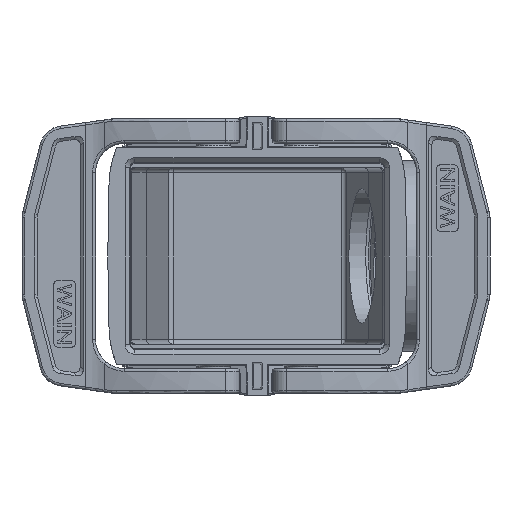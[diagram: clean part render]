
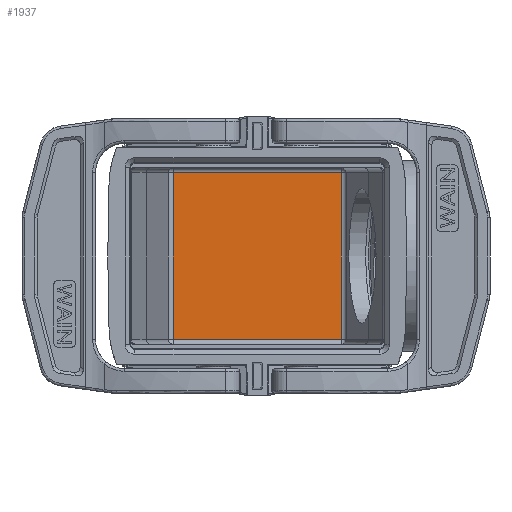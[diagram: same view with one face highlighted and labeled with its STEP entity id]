
A CAD part, front view. The second image highlights one B-rep face of the part: STEP entity #1937.
In plain terms, the highlighted planar face has unit normal (0, -1, 0).
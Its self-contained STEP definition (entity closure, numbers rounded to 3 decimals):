
#1937=ADVANCED_FACE('',(#3719),#3132,.T.);
#3132=PLANE('',#22546);
#3719=FACE_OUTER_BOUND('',#4933,.T.);
#4933=EDGE_LOOP('',(#7372,#7373,#7374,#7375));
#7372=ORIENTED_EDGE('',*,*,#15934,.T.);
#7373=ORIENTED_EDGE('',*,*,#15921,.T.);
#7374=ORIENTED_EDGE('',*,*,#15933,.F.);
#7375=ORIENTED_EDGE('',*,*,#15935,.F.);
#13672=VERTEX_POINT('',#30444);
#13673=VERTEX_POINT('',#30446);
#13679=VERTEX_POINT('',#30473);
#13680=VERTEX_POINT('',#30480);
#15921=EDGE_CURVE('',#13672,#13673,#19165,.T.);
#15933=EDGE_CURVE('',#13679,#13673,#19171,.T.);
#15934=EDGE_CURVE('',#13680,#13672,#19172,.T.);
#15935=EDGE_CURVE('',#13680,#13679,#19173,.T.);
#19165=LINE('',#30447,#20896);
#19171=LINE('',#30477,#20902);
#19172=LINE('',#30479,#20903);
#19173=LINE('',#30481,#20904);
#20896=VECTOR('',#24813,1.);
#20902=VECTOR('',#24839,1.);
#20903=VECTOR('',#24842,1.);
#20904=VECTOR('',#24843,1.);
#22546=AXIS2_PLACEMENT_3D('',#30482,#24844,#24845);
#24813=DIRECTION('',(0.,0.,-1.));
#24839=DIRECTION('',(-1.,0.,0.));
#24842=DIRECTION('',(-1.,0.,0.));
#24843=DIRECTION('',(0.,0.,-1.));
#24844=DIRECTION('',(0.,-1.,0.));
#24845=DIRECTION('',(1.,0.,0.));
#30444=CARTESIAN_POINT('',(-17.177,60.,16.998));
#30446=CARTESIAN_POINT('',(-17.177,60.,-16.998));
#30447=CARTESIAN_POINT('',(-17.177,60.,16.998));
#30473=CARTESIAN_POINT('',(17.177,60.,-16.998));
#30477=CARTESIAN_POINT('',(17.177,60.,-16.998));
#30479=CARTESIAN_POINT('',(17.177,60.,16.998));
#30480=CARTESIAN_POINT('',(17.177,60.,16.998));
#30481=CARTESIAN_POINT('',(17.177,60.,16.998));
#30482=CARTESIAN_POINT('',(-20.475,60.,-21.5));
